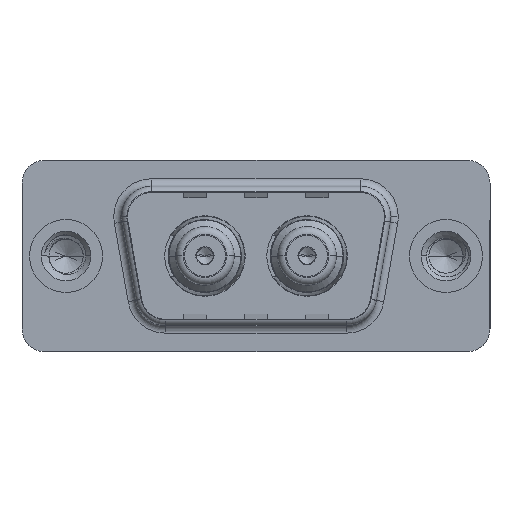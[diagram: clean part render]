
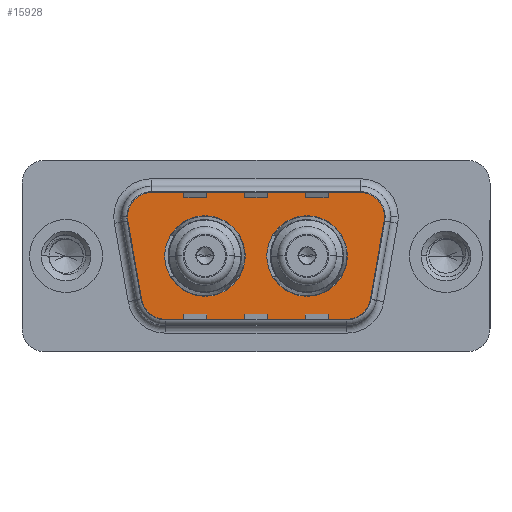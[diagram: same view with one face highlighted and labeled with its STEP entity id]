
A CAD part, top view. The second image highlights one B-rep face of the part: STEP entity #15928.
In plain terms, the highlighted planar face has unit normal (0, 0, 1).
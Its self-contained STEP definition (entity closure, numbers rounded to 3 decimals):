
#23 = DIRECTION ( 'NONE',  ( 1., 0., 0. ) ) ;
#173 = ORIENTED_EDGE ( 'NONE', *, *, #10220, .T. ) ;
#215 = CARTESIAN_POINT ( 'NONE',  ( 18.51, 0., 0. ) ) ;
#224 = CARTESIAN_POINT ( 'NONE',  ( 3.466, 2.553, 0. ) ) ;
#444 = DIRECTION ( 'NONE',  ( 1., 0., 0. ) ) ;
#504 = DIRECTION ( 'NONE',  ( 0., 0., 1. ) ) ;
#596 = VERTEX_POINT ( 'NONE', #4118 ) ;
#957 = VERTEX_POINT ( 'NONE', #16251 ) ;
#982 = ORIENTED_EDGE ( 'NONE', *, *, #15202, .F. ) ;
#1056 = VERTEX_POINT ( 'NONE', #6211 ) ;
#1371 = EDGE_CURVE ( 'NONE', #16109, #6720, #18626, .T. ) ;
#1418 = CARTESIAN_POINT ( 'NONE',  ( 19.564, 2.9, 0. ) ) ;
#1620 = LINE ( 'NONE', #3116, #5498 ) ;
#1708 = CIRCLE ( 'NONE', #5535, 2.65 ) ;
#2024 = AXIS2_PLACEMENT_3D ( 'NONE', #2084, #12331, #3546 ) ;
#2028 = VERTEX_POINT ( 'NONE', #9555 ) ;
#2084 = CARTESIAN_POINT ( 'NONE',  ( 18.541, -2.9, 0. ) ) ;
#2442 = EDGE_CURVE ( 'NONE', #18624, #1056, #1708, .T. ) ;
#2616 = PLANE ( 'NONE',  #7827 ) ;
#2878 = DIRECTION ( 'NONE',  ( -1., 0., 0. ) ) ;
#3116 = CARTESIAN_POINT ( 'NONE',  ( 5.436, 4.9, 0. ) ) ;
#3207 = CIRCLE ( 'NONE', #2024, 2. ) ;
#3301 = VERTEX_POINT ( 'NONE', #16822 ) ;
#3320 = CARTESIAN_POINT ( 'NONE',  ( 19.564, 2.9, 0. ) ) ;
#3328 = CARTESIAN_POINT ( 'NONE',  ( 21.534, 2.553, 0. ) ) ;
#3415 = CARTESIAN_POINT ( 'NONE',  ( 5.436, 4.9, 0. ) ) ;
#3523 = VERTEX_POINT ( 'NONE', #4100 ) ;
#3546 = DIRECTION ( 'NONE',  ( 1., 0., 0. ) ) ;
#3593 = EDGE_CURVE ( 'NONE', #3523, #957, #11538, .T. ) ;
#3850 = CARTESIAN_POINT ( 'NONE',  ( 9.14, 0., 0. ) ) ;
#3872 = EDGE_LOOP ( 'NONE', ( #11068, #4476, #11628, #11592, #7024, #14951, #173, #7547, #15659 ) ) ;
#4071 = AXIS2_PLACEMENT_3D ( 'NONE', #17452, #5004, #5388 ) ;
#4096 = DIRECTION ( 'NONE',  ( 1., 0., 0. ) ) ;
#4100 = CARTESIAN_POINT ( 'NONE',  ( 4.489, -3.247, 0. ) ) ;
#4118 = CARTESIAN_POINT ( 'NONE',  ( 3.466, 2.553, 0. ) ) ;
#4476 = ORIENTED_EDGE ( 'NONE', *, *, #11498, .T. ) ;
#4613 = CARTESIAN_POINT ( 'NONE',  ( 18.541, -4.9, 0. ) ) ;
#4820 = DIRECTION ( 'NONE',  ( -1., 0., 0. ) ) ;
#5004 = DIRECTION ( 'NONE',  ( 0., 0., 1. ) ) ;
#5213 = FACE_BOUND ( 'NONE', #9655, .T. ) ;
#5342 = DIRECTION ( 'NONE',  ( 1., 0., 0. ) ) ;
#5388 = DIRECTION ( 'NONE',  ( -1., 0., 0. ) ) ;
#5498 = VECTOR ( 'NONE', #6057, 1000. ) ;
#5535 = AXIS2_PLACEMENT_3D ( 'NONE', #16299, #504, #444 ) ;
#5619 = CIRCLE ( 'NONE', #13957, 2. ) ;
#5832 = EDGE_CURVE ( 'NONE', #2028, #3301, #5619, .T. ) ;
#5877 = CIRCLE ( 'NONE', #14880, 2.65 ) ;
#5910 = DIRECTION ( 'NONE',  ( 0., 0., 1. ) ) ;
#6057 = DIRECTION ( 'NONE',  ( -1., 0., 0. ) ) ;
#6121 = DIRECTION ( 'NONE',  ( 0.174, -0.985, 0. ) ) ;
#6211 = CARTESIAN_POINT ( 'NONE',  ( 11.79, 0., 0. ) ) ;
#6412 = CARTESIAN_POINT ( 'NONE',  ( 6.49, 0., 0. ) ) ;
#6654 = ORIENTED_EDGE ( 'NONE', *, *, #1371, .F. ) ;
#6720 = VERTEX_POINT ( 'NONE', #215 ) ;
#6854 = AXIS2_PLACEMENT_3D ( 'NONE', #8499, #18951, #9973 ) ;
#6885 = CIRCLE ( 'NONE', #19103, 2. ) ;
#7024 = ORIENTED_EDGE ( 'NONE', *, *, #10186, .T. ) ;
#7547 = ORIENTED_EDGE ( 'NONE', *, *, #3593, .T. ) ;
#7782 = LINE ( 'NONE', #10283, #12615 ) ;
#7827 = AXIS2_PLACEMENT_3D ( 'NONE', #17390, #12886, #4096 ) ;
#8499 = CARTESIAN_POINT ( 'NONE',  ( 5.436, 2.9, 0. ) ) ;
#9062 = FACE_OUTER_BOUND ( 'NONE', #3872, .T. ) ;
#9089 = VERTEX_POINT ( 'NONE', #12365 ) ;
#9535 = EDGE_CURVE ( 'NONE', #3301, #9789, #6885, .T. ) ;
#9555 = CARTESIAN_POINT ( 'NONE',  ( 21.534, 2.553, 0. ) ) ;
#9655 = EDGE_LOOP ( 'NONE', ( #14781, #6654 ) ) ;
#9787 = VECTOR ( 'NONE', #18173, 1000. ) ;
#9789 = VERTEX_POINT ( 'NONE', #15737 ) ;
#9973 = DIRECTION ( 'NONE',  ( 1., 0., 0. ) ) ;
#9989 = EDGE_CURVE ( 'NONE', #957, #13240, #7782, .T. ) ;
#10186 = EDGE_CURVE ( 'NONE', #9789, #15013, #1620, .T. ) ;
#10220 = EDGE_CURVE ( 'NONE', #596, #3523, #16847, .T. ) ;
#10283 = CARTESIAN_POINT ( 'NONE',  ( 6.459, -4.9, 0. ) ) ;
#10389 = EDGE_CURVE ( 'NONE', #13240, #9089, #3207, .T. ) ;
#10478 = AXIS2_PLACEMENT_3D ( 'NONE', #14727, #5910, #16249 ) ;
#10592 = EDGE_LOOP ( 'NONE', ( #982, #17512 ) ) ;
#10839 = EDGE_CURVE ( 'NONE', #6720, #16109, #15168, .T. ) ;
#10910 = AXIS2_PLACEMENT_3D ( 'NONE', #15124, #13570, #14440 ) ;
#11068 = ORIENTED_EDGE ( 'NONE', *, *, #10389, .T. ) ;
#11498 = EDGE_CURVE ( 'NONE', #9089, #2028, #13738, .T. ) ;
#11538 = CIRCLE ( 'NONE', #4071, 2. ) ;
#11592 = ORIENTED_EDGE ( 'NONE', *, *, #9535, .T. ) ;
#11628 = ORIENTED_EDGE ( 'NONE', *, *, #5832, .T. ) ;
#11647 = DIRECTION ( 'NONE',  ( 0., 0., 1. ) ) ;
#12331 = DIRECTION ( 'NONE',  ( 0., 0., 1. ) ) ;
#12365 = CARTESIAN_POINT ( 'NONE',  ( 20.511, -3.247, 0. ) ) ;
#12370 = VECTOR ( 'NONE', #6121, 1000. ) ;
#12615 = VECTOR ( 'NONE', #23, 1000. ) ;
#12886 = DIRECTION ( 'NONE',  ( 0., 0., 1. ) ) ;
#13007 = FACE_BOUND ( 'NONE', #10592, .T. ) ;
#13240 = VERTEX_POINT ( 'NONE', #4613 ) ;
#13570 = DIRECTION ( 'NONE',  ( 0., 0., 1. ) ) ;
#13588 = DIRECTION ( 'NONE',  ( 0., 0., 1. ) ) ;
#13738 = LINE ( 'NONE', #3328, #9787 ) ;
#13957 = AXIS2_PLACEMENT_3D ( 'NONE', #1418, #11647, #2878 ) ;
#14146 = DIRECTION ( 'NONE',  ( 0., 0., 1. ) ) ;
#14440 = DIRECTION ( 'NONE',  ( 1., 0., 0. ) ) ;
#14727 = CARTESIAN_POINT ( 'NONE',  ( 15.86, 0., 0. ) ) ;
#14781 = ORIENTED_EDGE ( 'NONE', *, *, #10839, .F. ) ;
#14880 = AXIS2_PLACEMENT_3D ( 'NONE', #3850, #14146, #5342 ) ;
#14951 = ORIENTED_EDGE ( 'NONE', *, *, #15944, .T. ) ;
#15013 = VERTEX_POINT ( 'NONE', #3415 ) ;
#15124 = CARTESIAN_POINT ( 'NONE',  ( 15.86, 0., 0. ) ) ;
#15168 = CIRCLE ( 'NONE', #10478, 2.65 ) ;
#15202 = EDGE_CURVE ( 'NONE', #1056, #18624, #5877, .T. ) ;
#15659 = ORIENTED_EDGE ( 'NONE', *, *, #9989, .T. ) ;
#15737 = CARTESIAN_POINT ( 'NONE',  ( 19.564, 4.9, 0. ) ) ;
#15928 = ADVANCED_FACE ( 'NONE', ( #5213, #13007, #9062 ), #2616, .T. ) ;
#15944 = EDGE_CURVE ( 'NONE', #15013, #596, #17034, .T. ) ;
#16109 = VERTEX_POINT ( 'NONE', #17689 ) ;
#16249 = DIRECTION ( 'NONE',  ( 1., 0., 0. ) ) ;
#16251 = CARTESIAN_POINT ( 'NONE',  ( 6.459, -4.9, 0. ) ) ;
#16299 = CARTESIAN_POINT ( 'NONE',  ( 9.14, 0., 0. ) ) ;
#16822 = CARTESIAN_POINT ( 'NONE',  ( 21.564, 2.9, 0. ) ) ;
#16847 = LINE ( 'NONE', #224, #12370 ) ;
#17034 = CIRCLE ( 'NONE', #6854, 2. ) ;
#17390 = CARTESIAN_POINT ( 'NONE',  ( 18.541, -2.9, 0. ) ) ;
#17452 = CARTESIAN_POINT ( 'NONE',  ( 6.459, -2.9, 0. ) ) ;
#17512 = ORIENTED_EDGE ( 'NONE', *, *, #2442, .F. ) ;
#17689 = CARTESIAN_POINT ( 'NONE',  ( 13.21, 0., 0. ) ) ;
#18173 = DIRECTION ( 'NONE',  ( 0.174, 0.985, 0. ) ) ;
#18624 = VERTEX_POINT ( 'NONE', #6412 ) ;
#18626 = CIRCLE ( 'NONE', #10910, 2.65 ) ;
#18951 = DIRECTION ( 'NONE',  ( 0., 0., 1. ) ) ;
#19103 = AXIS2_PLACEMENT_3D ( 'NONE', #3320, #13588, #4820 ) ;
